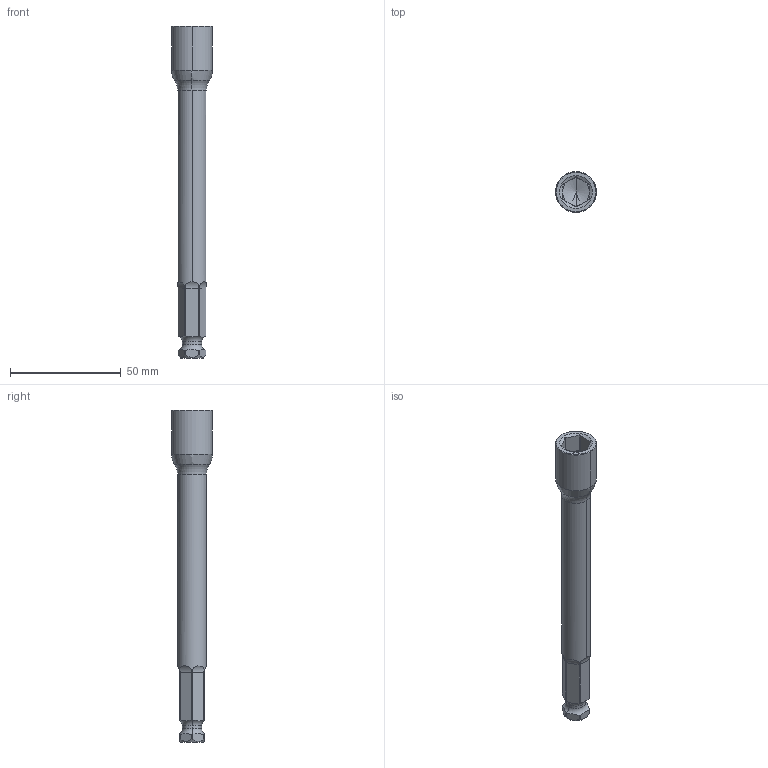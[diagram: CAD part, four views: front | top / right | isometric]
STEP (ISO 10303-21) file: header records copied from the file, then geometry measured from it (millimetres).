
FILE_DESCRIPTION((''),'2;1');
FILE_NAME('4027101212','2024-01-02T12:43:55',('a00565553'),(''),'CREO PARAMETRIC BY PTC INC, 2022414','CREO PARAMETRIC BY PTC INC, 2022414','');
FILE_SCHEMA(('CONFIG_CONTROL_DESIGN','GEOMETRIC_VALIDATION_PROPERTIES_MIM'));
Length unit declared in the file: millimetre
Products named in the file (1): 4027101212
Bounding box: 18.5 x 18.5 x 150 mm (x, y, z)
Volume: 19863.7 mm3; surface area: 7526.5 mm2
Topology: 1 solids, 1 shells, 86 faces, 214 edges, 129 vertices
Faces by surface type: plane 32, cylinder 32, torus 12, cone 8, bspline 2
Entity records: 2909 total; most frequent: CARTESIAN_POINT 786, DIRECTION 428, ORIENTED_EDGE 424, EDGE_CURVE 212, AXIS2_PLACEMENT_3D 176, VERTEX_POINT 129, CIRCLE 92, EDGE_LOOP 87
